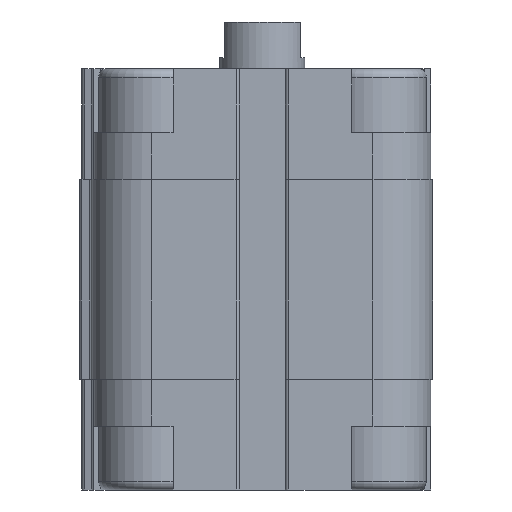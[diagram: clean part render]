
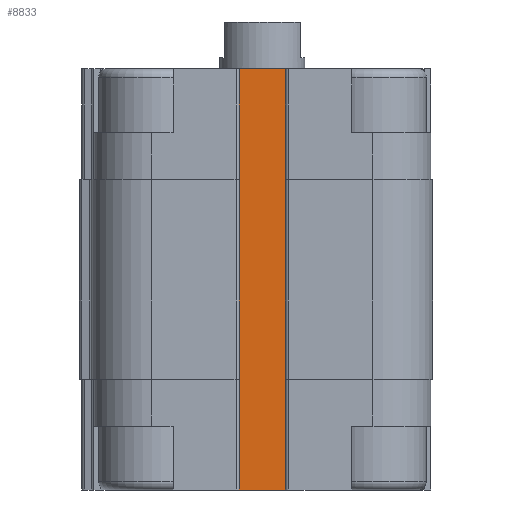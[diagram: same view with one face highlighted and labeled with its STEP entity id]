
A CAD part, left-side view. The second image highlights one B-rep face of the part: STEP entity #8833.
In plain terms, the highlighted face is planar.
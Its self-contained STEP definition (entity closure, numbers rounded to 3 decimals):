
#154=LINE('',#13389,#968);
#237=LINE('',#13698,#1051);
#238=LINE('',#13700,#1052);
#239=LINE('',#13702,#1053);
#968=VECTOR('',#10407,1000.);
#1051=VECTOR('',#10682,1000.);
#1052=VECTOR('',#10685,1000.);
#1053=VECTOR('',#10686,1000.);
#1723=PLANE('',#9498);
#2833=ORIENTED_EDGE('',*,*,#5197,.F.);
#2834=ORIENTED_EDGE('',*,*,#5349,.F.);
#2835=ORIENTED_EDGE('',*,*,#5350,.T.);
#2836=ORIENTED_EDGE('',*,*,#5351,.T.);
#5197=EDGE_CURVE('',#6476,#6477,#154,.T.);
#5349=EDGE_CURVE('',#6606,#6476,#237,.T.);
#5350=EDGE_CURVE('',#6606,#6607,#238,.T.);
#5351=EDGE_CURVE('',#6607,#6477,#239,.T.);
#6476=VERTEX_POINT('',#13388);
#6477=VERTEX_POINT('',#13390);
#6606=VERTEX_POINT('',#13697);
#6607=VERTEX_POINT('',#13701);
#7536=EDGE_LOOP('',(#2833,#2834,#2835,#2836));
#8178=FACE_BOUND('',#7536,.T.);
#8833=ADVANCED_FACE('',(#8178),#1723,.T.);
#9498=AXIS2_PLACEMENT_3D('',#13699,#10683,#10684);
#10407=DIRECTION('',(0.,1.,0.));
#10682=DIRECTION('',(0.,0.,1.));
#10683=DIRECTION('',(1.,0.,0.));
#10684=DIRECTION('',(0.,0.,-1.));
#10685=DIRECTION('',(0.,1.,0.));
#10686=DIRECTION('',(0.,0.,1.));
#13388=CARTESIAN_POINT('',(15.,-3.,0.));
#13389=CARTESIAN_POINT('',(15.,-3.,0.));
#13390=CARTESIAN_POINT('',(15.,3.,0.));
#13697=CARTESIAN_POINT('',(15.,-3.,-49.5));
#13698=CARTESIAN_POINT('',(15.,-3.,-13.));
#13699=CARTESIAN_POINT('',(15.,-3.,-13.));
#13700=CARTESIAN_POINT('',(15.,-3.,-49.5));
#13701=CARTESIAN_POINT('',(15.,3.,-49.5));
#13702=CARTESIAN_POINT('',(15.,3.,-13.));
